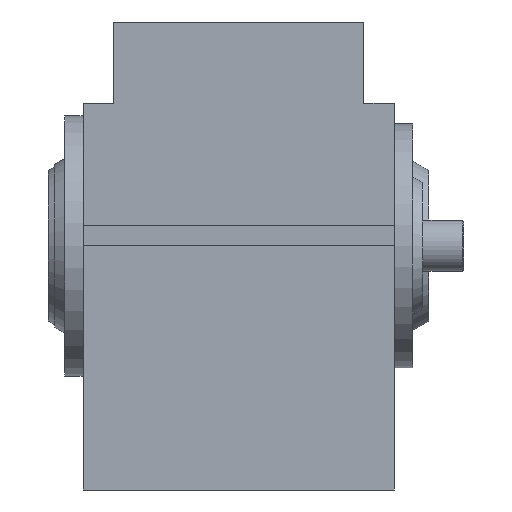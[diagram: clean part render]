
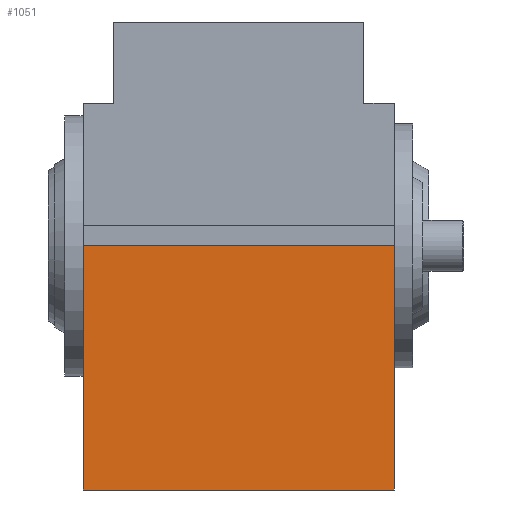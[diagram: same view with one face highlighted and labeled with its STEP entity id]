
A CAD part, left-side view. The second image highlights one B-rep face of the part: STEP entity #1051.
In plain terms, the highlighted planar face has unit normal (-1, 0, 0).
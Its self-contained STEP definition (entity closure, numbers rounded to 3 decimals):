
#107=FACE_OUTER_BOUND('',#162,.T.);
#162=EDGE_LOOP('',(#711,#712,#713,#714));
#232=LINE('',#1606,#339);
#236=LINE('',#1614,#343);
#237=LINE('',#1616,#344);
#238=LINE('',#1617,#345);
#339=VECTOR('',#1272,10.);
#343=VECTOR('',#1278,10.);
#344=VECTOR('',#1279,10.);
#345=VECTOR('',#1280,10.);
#442=VERTEX_POINT('',#1603);
#443=VERTEX_POINT('',#1605);
#446=VERTEX_POINT('',#1613);
#447=VERTEX_POINT('',#1615);
#551=EDGE_CURVE('',#443,#442,#232,.T.);
#555=EDGE_CURVE('',#442,#446,#236,.T.);
#556=EDGE_CURVE('',#447,#446,#237,.T.);
#557=EDGE_CURVE('',#443,#447,#238,.T.);
#711=ORIENTED_EDGE('',*,*,#551,.T.);
#712=ORIENTED_EDGE('',*,*,#555,.T.);
#713=ORIENTED_EDGE('',*,*,#556,.F.);
#714=ORIENTED_EDGE('',*,*,#557,.F.);
#951=PLANE('',#1139);
#1051=ADVANCED_FACE('',(#107),#951,.T.);
#1139=AXIS2_PLACEMENT_3D('',#1612,#1276,#1277);
#1272=DIRECTION('',(0.,0.,1.));
#1276=DIRECTION('center_axis',(-1.,0.,0.));
#1277=DIRECTION('ref_axis',(0.,0.,1.));
#1278=DIRECTION('',(0.,1.,0.));
#1279=DIRECTION('',(0.,0.,1.));
#1280=DIRECTION('',(0.,1.,0.));
#1603=CARTESIAN_POINT('',(0.,0.,120.));
#1605=CARTESIAN_POINT('',(0.,0.,0.));
#1606=CARTESIAN_POINT('',(0.,0.,0.));
#1612=CARTESIAN_POINT('Origin',(0.,0.,0.));
#1613=CARTESIAN_POINT('',(0.,153.,120.));
#1614=CARTESIAN_POINT('',(0.,153.,120.));
#1615=CARTESIAN_POINT('',(0.,153.,0.));
#1616=CARTESIAN_POINT('',(0.,153.,0.));
#1617=CARTESIAN_POINT('',(0.,38.25,0.));
